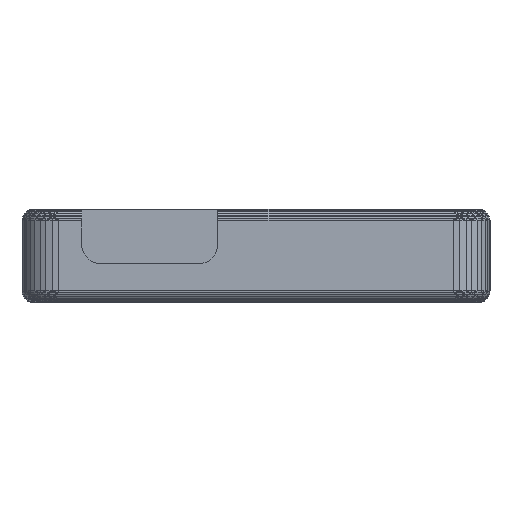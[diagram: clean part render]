
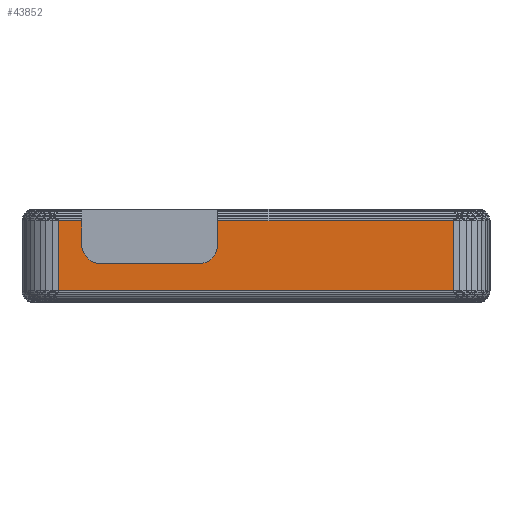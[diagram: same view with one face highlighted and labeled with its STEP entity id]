
A CAD part, left-side view. The second image highlights one B-rep face of the part: STEP entity #43852.
In plain terms, the highlighted planar face has unit normal (-1, 0, 0).
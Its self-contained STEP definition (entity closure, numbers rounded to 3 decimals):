
#7829 = VERTEX_POINT('',#7830);
#7830 = CARTESIAN_POINT('',(-27.235,-20.32,
    4.4));
#10121 = VERTEX_POINT('',#10122);
#10122 = CARTESIAN_POINT('',(-27.235,-20.32,
    -2.8));
#13673 = VERTEX_POINT('',#13674);
#13674 = CARTESIAN_POINT('',(-27.235,20.32,
    -2.8));
#14572 = VERTEX_POINT('',#14573);
#14573 = CARTESIAN_POINT('',(-27.235,20.32,
    4.4));
#43842 = EDGE_CURVE('',#7829,#10121,#43843,.T.);
#43843 = LINE('',#43844,#43845);
#43844 = CARTESIAN_POINT('',(-27.235,-20.32,
    4.4));
#43845 = VECTOR('',#43846,1.);
#43846 = DIRECTION('',(0.,0.,-1.));
#43852 = ADVANCED_FACE('',(#43853),#44050,.T.);
#43853 = FACE_BOUND('',#43854,.T.);
#43854 = EDGE_LOOP('',(#43855,#43856,#43864,#43872,#43880,#43888,#43896,
    #43904,#43912,#43920,#43928,#43936,#43944,#43952,#43960,#43968,
    #43976,#43984,#43992,#44000,#44008,#44016,#44024,#44032,#44038,
    #44044));
#43855 = ORIENTED_EDGE('',*,*,#43842,.F.);
#43856 = ORIENTED_EDGE('',*,*,#43857,.F.);
#43857 = EDGE_CURVE('',#43858,#7829,#43860,.T.);
#43858 = VERTEX_POINT('',#43859);
#43859 = CARTESIAN_POINT('',(-27.235,3.925,
    4.4));
#43860 = LINE('',#43861,#43862);
#43861 = CARTESIAN_POINT('',(-27.235,3.925,
    4.4));
#43862 = VECTOR('',#43863,1.);
#43863 = DIRECTION('',(0.,-1.,0.));
#43864 = ORIENTED_EDGE('',*,*,#43865,.F.);
#43865 = EDGE_CURVE('',#43866,#43858,#43868,.T.);
#43866 = VERTEX_POINT('',#43867);
#43867 = CARTESIAN_POINT('',(-27.235,3.925,2.));
#43868 = LINE('',#43869,#43870);
#43869 = CARTESIAN_POINT('',(-27.235,3.925,2.));
#43870 = VECTOR('',#43871,1.);
#43871 = DIRECTION('',(0.,0.,1.));
#43872 = ORIENTED_EDGE('',*,*,#43873,.F.);
#43873 = EDGE_CURVE('',#43874,#43866,#43876,.T.);
#43874 = VERTEX_POINT('',#43875);
#43875 = CARTESIAN_POINT('',(-27.235,3.955,
    1.653));
#43876 = LINE('',#43877,#43878);
#43877 = CARTESIAN_POINT('',(-27.235,3.955,
    1.653));
#43878 = VECTOR('',#43879,1.);
#43879 = DIRECTION('',(0.,-0.087,0.996));
#43880 = ORIENTED_EDGE('',*,*,#43881,.F.);
#43881 = EDGE_CURVE('',#43882,#43874,#43884,.T.);
#43882 = VERTEX_POINT('',#43883);
#43883 = CARTESIAN_POINT('',(-27.235,4.046,1.316
    ));
#43884 = LINE('',#43885,#43886);
#43885 = CARTESIAN_POINT('',(-27.235,4.046,1.316
    ));
#43886 = VECTOR('',#43887,1.);
#43887 = DIRECTION('',(0.,-0.259,0.966));
#43888 = ORIENTED_EDGE('',*,*,#43889,.F.);
#43889 = EDGE_CURVE('',#43890,#43882,#43892,.T.);
#43890 = VERTEX_POINT('',#43891);
#43891 = CARTESIAN_POINT('',(-27.235,4.193,1.));
#43892 = LINE('',#43893,#43894);
#43893 = CARTESIAN_POINT('',(-27.235,4.193,1.));
#43894 = VECTOR('',#43895,1.);
#43895 = DIRECTION('',(0.,-0.423,0.906));
#43896 = ORIENTED_EDGE('',*,*,#43897,.F.);
#43897 = EDGE_CURVE('',#43898,#43890,#43900,.T.);
#43898 = VERTEX_POINT('',#43899);
#43899 = CARTESIAN_POINT('',(-27.235,4.393,
    0.714));
#43900 = LINE('',#43901,#43902);
#43901 = CARTESIAN_POINT('',(-27.235,4.393,
    0.714));
#43902 = VECTOR('',#43903,1.);
#43903 = DIRECTION('',(0.,-0.574,0.819));
#43904 = ORIENTED_EDGE('',*,*,#43905,.F.);
#43905 = EDGE_CURVE('',#43906,#43898,#43908,.T.);
#43906 = VERTEX_POINT('',#43907);
#43907 = CARTESIAN_POINT('',(-27.235,4.639,
    0.468));
#43908 = LINE('',#43909,#43910);
#43909 = CARTESIAN_POINT('',(-27.235,4.639,
    0.468));
#43910 = VECTOR('',#43911,1.);
#43911 = DIRECTION('',(0.,-0.707,0.707));
#43912 = ORIENTED_EDGE('',*,*,#43913,.F.);
#43913 = EDGE_CURVE('',#43914,#43906,#43916,.T.);
#43914 = VERTEX_POINT('',#43915);
#43915 = CARTESIAN_POINT('',(-27.235,4.925,
    0.268));
#43916 = LINE('',#43917,#43918);
#43917 = CARTESIAN_POINT('',(-27.235,4.925,
    0.268));
#43918 = VECTOR('',#43919,1.);
#43919 = DIRECTION('',(0.,-0.819,0.574));
#43920 = ORIENTED_EDGE('',*,*,#43921,.F.);
#43921 = EDGE_CURVE('',#43922,#43914,#43924,.T.);
#43922 = VERTEX_POINT('',#43923);
#43923 = CARTESIAN_POINT('',(-27.235,5.241,
    0.121));
#43924 = LINE('',#43925,#43926);
#43925 = CARTESIAN_POINT('',(-27.235,5.241,
    0.121));
#43926 = VECTOR('',#43927,1.);
#43927 = DIRECTION('',(0.,-0.906,0.423));
#43928 = ORIENTED_EDGE('',*,*,#43929,.F.);
#43929 = EDGE_CURVE('',#43930,#43922,#43932,.T.);
#43930 = VERTEX_POINT('',#43931);
#43931 = CARTESIAN_POINT('',(-27.235,5.578,
    0.03));
#43932 = LINE('',#43933,#43934);
#43933 = CARTESIAN_POINT('',(-27.235,5.578,
    0.03));
#43934 = VECTOR('',#43935,1.);
#43935 = DIRECTION('',(0.,-0.966,0.259));
#43936 = ORIENTED_EDGE('',*,*,#43937,.F.);
#43937 = EDGE_CURVE('',#43938,#43930,#43940,.T.);
#43938 = VERTEX_POINT('',#43939);
#43939 = CARTESIAN_POINT('',(-27.235,5.925,0.));
#43940 = LINE('',#43941,#43942);
#43941 = CARTESIAN_POINT('',(-27.235,5.925,0.));
#43942 = VECTOR('',#43943,1.);
#43943 = DIRECTION('',(0.,-0.996,0.087));
#43944 = ORIENTED_EDGE('',*,*,#43945,.F.);
#43945 = EDGE_CURVE('',#43946,#43938,#43948,.T.);
#43946 = VERTEX_POINT('',#43947);
#43947 = CARTESIAN_POINT('',(-27.235,15.925,0.));
#43948 = LINE('',#43949,#43950);
#43949 = CARTESIAN_POINT('',(-27.235,15.925,0.));
#43950 = VECTOR('',#43951,1.);
#43951 = DIRECTION('',(0.,-1.,0.));
#43952 = ORIENTED_EDGE('',*,*,#43953,.F.);
#43953 = EDGE_CURVE('',#43954,#43946,#43956,.T.);
#43954 = VERTEX_POINT('',#43955);
#43955 = CARTESIAN_POINT('',(-27.235,16.272,
    0.03));
#43956 = LINE('',#43957,#43958);
#43957 = CARTESIAN_POINT('',(-27.235,16.272,
    0.03));
#43958 = VECTOR('',#43959,1.);
#43959 = DIRECTION('',(0.,-0.996,-0.087));
#43960 = ORIENTED_EDGE('',*,*,#43961,.F.);
#43961 = EDGE_CURVE('',#43962,#43954,#43964,.T.);
#43962 = VERTEX_POINT('',#43963);
#43963 = CARTESIAN_POINT('',(-27.235,16.609,
    0.121));
#43964 = LINE('',#43965,#43966);
#43965 = CARTESIAN_POINT('',(-27.235,16.609,
    0.121));
#43966 = VECTOR('',#43967,1.);
#43967 = DIRECTION('',(0.,-0.966,-0.259));
#43968 = ORIENTED_EDGE('',*,*,#43969,.F.);
#43969 = EDGE_CURVE('',#43970,#43962,#43972,.T.);
#43970 = VERTEX_POINT('',#43971);
#43971 = CARTESIAN_POINT('',(-27.235,16.925,
    0.268));
#43972 = LINE('',#43973,#43974);
#43973 = CARTESIAN_POINT('',(-27.235,16.925,
    0.268));
#43974 = VECTOR('',#43975,1.);
#43975 = DIRECTION('',(0.,-0.906,-0.423));
#43976 = ORIENTED_EDGE('',*,*,#43977,.F.);
#43977 = EDGE_CURVE('',#43978,#43970,#43980,.T.);
#43978 = VERTEX_POINT('',#43979);
#43979 = CARTESIAN_POINT('',(-27.235,17.211,
    0.468));
#43980 = LINE('',#43981,#43982);
#43981 = CARTESIAN_POINT('',(-27.235,17.211,
    0.468));
#43982 = VECTOR('',#43983,1.);
#43983 = DIRECTION('',(0.,-0.819,-0.574));
#43984 = ORIENTED_EDGE('',*,*,#43985,.F.);
#43985 = EDGE_CURVE('',#43986,#43978,#43988,.T.);
#43986 = VERTEX_POINT('',#43987);
#43987 = CARTESIAN_POINT('',(-27.235,17.457,
    0.714));
#43988 = LINE('',#43989,#43990);
#43989 = CARTESIAN_POINT('',(-27.235,17.457,
    0.714));
#43990 = VECTOR('',#43991,1.);
#43991 = DIRECTION('',(0.,-0.707,-0.707));
#43992 = ORIENTED_EDGE('',*,*,#43993,.F.);
#43993 = EDGE_CURVE('',#43994,#43986,#43996,.T.);
#43994 = VERTEX_POINT('',#43995);
#43995 = CARTESIAN_POINT('',(-27.235,17.657,1.));
#43996 = LINE('',#43997,#43998);
#43997 = CARTESIAN_POINT('',(-27.235,17.657,1.));
#43998 = VECTOR('',#43999,1.);
#43999 = DIRECTION('',(0.,-0.574,-0.819));
#44000 = ORIENTED_EDGE('',*,*,#44001,.F.);
#44001 = EDGE_CURVE('',#44002,#43994,#44004,.T.);
#44002 = VERTEX_POINT('',#44003);
#44003 = CARTESIAN_POINT('',(-27.235,17.804,
    1.316));
#44004 = LINE('',#44005,#44006);
#44005 = CARTESIAN_POINT('',(-27.235,17.804,
    1.316));
#44006 = VECTOR('',#44007,1.);
#44007 = DIRECTION('',(0.,-0.423,-0.906));
#44008 = ORIENTED_EDGE('',*,*,#44009,.F.);
#44009 = EDGE_CURVE('',#44010,#44002,#44012,.T.);
#44010 = VERTEX_POINT('',#44011);
#44011 = CARTESIAN_POINT('',(-27.235,17.895,
    1.653));
#44012 = LINE('',#44013,#44014);
#44013 = CARTESIAN_POINT('',(-27.235,17.895,
    1.653));
#44014 = VECTOR('',#44015,1.);
#44015 = DIRECTION('',(0.,-0.259,-0.966));
#44016 = ORIENTED_EDGE('',*,*,#44017,.F.);
#44017 = EDGE_CURVE('',#44018,#44010,#44020,.T.);
#44018 = VERTEX_POINT('',#44019);
#44019 = CARTESIAN_POINT('',(-27.235,17.925,2.));
#44020 = LINE('',#44021,#44022);
#44021 = CARTESIAN_POINT('',(-27.235,17.925,2.));
#44022 = VECTOR('',#44023,1.);
#44023 = DIRECTION('',(0.,-0.087,-0.996));
#44024 = ORIENTED_EDGE('',*,*,#44025,.F.);
#44025 = EDGE_CURVE('',#44026,#44018,#44028,.T.);
#44026 = VERTEX_POINT('',#44027);
#44027 = CARTESIAN_POINT('',(-27.235,17.925,
    4.4));
#44028 = LINE('',#44029,#44030);
#44029 = CARTESIAN_POINT('',(-27.235,17.925,
    4.4));
#44030 = VECTOR('',#44031,1.);
#44031 = DIRECTION('',(0.,0.,-1.));
#44032 = ORIENTED_EDGE('',*,*,#44033,.F.);
#44033 = EDGE_CURVE('',#14572,#44026,#44034,.T.);
#44034 = LINE('',#44035,#44036);
#44035 = CARTESIAN_POINT('',(-27.235,20.32,
    4.4));
#44036 = VECTOR('',#44037,1.);
#44037 = DIRECTION('',(0.,-1.,0.));
#44038 = ORIENTED_EDGE('',*,*,#44039,.T.);
#44039 = EDGE_CURVE('',#14572,#13673,#44040,.T.);
#44040 = LINE('',#44041,#44042);
#44041 = CARTESIAN_POINT('',(-27.235,20.32,
    4.4));
#44042 = VECTOR('',#44043,1.);
#44043 = DIRECTION('',(0.,0.,-1.));
#44044 = ORIENTED_EDGE('',*,*,#44045,.T.);
#44045 = EDGE_CURVE('',#13673,#10121,#44046,.T.);
#44046 = LINE('',#44047,#44048);
#44047 = CARTESIAN_POINT('',(-27.235,20.32,
    -2.8));
#44048 = VECTOR('',#44049,1.);
#44049 = DIRECTION('',(0.,-1.,0.));
#44050 = PLANE('',#44051);
#44051 = AXIS2_PLACEMENT_3D('',#44052,#44053,#44054);
#44052 = CARTESIAN_POINT('',(-27.235,0.752,
    0.339));
#44053 = DIRECTION('',(-1.,0.,0.));
#44054 = DIRECTION('',(0.,0.,-1.));
